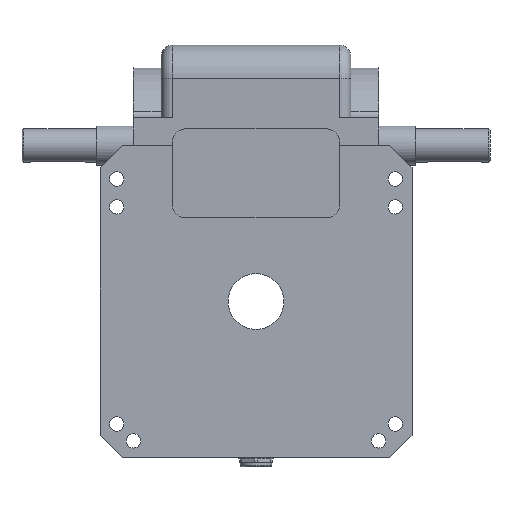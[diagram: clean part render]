
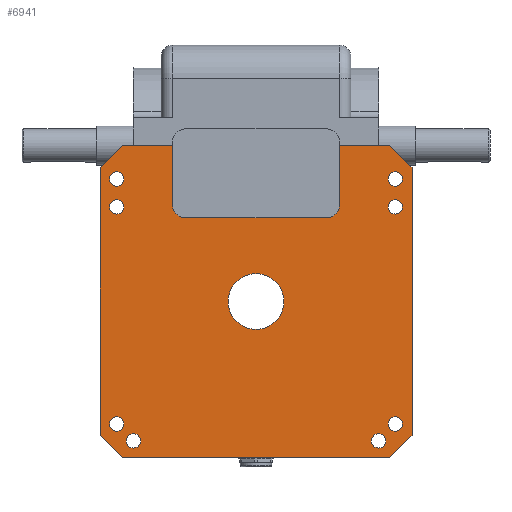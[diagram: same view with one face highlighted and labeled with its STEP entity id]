
A CAD part, front view. The second image highlights one B-rep face of the part: STEP entity #6941.
In plain terms, the highlighted planar face has unit normal (0, -1, 0).
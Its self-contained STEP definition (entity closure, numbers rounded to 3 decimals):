
#257=LINE('',#10447,#826);
#261=LINE('',#10455,#830);
#344=LINE('',#11351,#913);
#357=LINE('',#11385,#926);
#362=LINE('',#11401,#931);
#392=LINE('',#11484,#961);
#397=LINE('',#11493,#966);
#406=LINE('',#11512,#975);
#407=LINE('',#11515,#976);
#408=LINE('',#11516,#977);
#409=LINE('',#11517,#978);
#410=LINE('',#11518,#979);
#826=VECTOR('',#8573,1000.);
#830=VECTOR('',#8579,1000.);
#913=VECTOR('',#8706,1000.);
#926=VECTOR('',#8729,1000.);
#931=VECTOR('',#8752,1000.);
#961=VECTOR('',#8818,1000.);
#966=VECTOR('',#8825,1000.);
#975=VECTOR('',#8840,1000.);
#976=VECTOR('',#8843,1000.);
#977=VECTOR('',#8844,1000.);
#978=VECTOR('',#8845,1000.);
#979=VECTOR('',#8846,1000.);
#1509=PLANE('',#7628);
#2320=ORIENTED_EDGE('',*,*,#3814,.F.);
#2321=ORIENTED_EDGE('',*,*,#4040,.T.);
#2322=ORIENTED_EDGE('',*,*,#4041,.T.);
#2323=ORIENTED_EDGE('',*,*,#4042,.T.);
#2324=ORIENTED_EDGE('',*,*,#3818,.F.);
#2325=ORIENTED_EDGE('',*,*,#3984,.F.);
#2326=ORIENTED_EDGE('',*,*,#4043,.T.);
#2327=ORIENTED_EDGE('',*,*,#3962,.F.);
#2328=ORIENTED_EDGE('',*,*,#4044,.T.);
#2329=ORIENTED_EDGE('',*,*,#4031,.F.);
#2330=ORIENTED_EDGE('',*,*,#4045,.T.);
#2331=ORIENTED_EDGE('',*,*,#4026,.F.);
#2332=ORIENTED_EDGE('',*,*,#4046,.T.);
#2333=ORIENTED_EDGE('',*,*,#3979,.F.);
#2334=ORIENTED_EDGE('',*,*,#3692,.F.);
#2335=ORIENTED_EDGE('',*,*,#3694,.F.);
#2336=ORIENTED_EDGE('',*,*,#3696,.F.);
#2337=ORIENTED_EDGE('',*,*,#3698,.F.);
#2338=ORIENTED_EDGE('',*,*,#3700,.F.);
#2339=ORIENTED_EDGE('',*,*,#3702,.F.);
#2340=ORIENTED_EDGE('',*,*,#3704,.F.);
#2341=ORIENTED_EDGE('',*,*,#3706,.F.);
#2342=ORIENTED_EDGE('',*,*,#3733,.T.);
#3692=EDGE_CURVE('',#4625,#4625,#5287,.T.);
#3694=EDGE_CURVE('',#4627,#4627,#5289,.T.);
#3696=EDGE_CURVE('',#4629,#4629,#5291,.T.);
#3698=EDGE_CURVE('',#4631,#4631,#5293,.T.);
#3700=EDGE_CURVE('',#4633,#4633,#5295,.T.);
#3702=EDGE_CURVE('',#4635,#4635,#5297,.T.);
#3704=EDGE_CURVE('',#4637,#4637,#5299,.T.);
#3706=EDGE_CURVE('',#4639,#4639,#5301,.T.);
#3733=EDGE_CURVE('',#4666,#4666,#5328,.T.);
#3814=EDGE_CURVE('',#4745,#4746,#257,.T.);
#3818=EDGE_CURVE('',#4749,#4750,#261,.T.);
#3962=EDGE_CURVE('',#4889,#4890,#344,.T.);
#3979=EDGE_CURVE('',#4746,#4905,#357,.T.);
#3984=EDGE_CURVE('',#4907,#4749,#362,.T.);
#4026=EDGE_CURVE('',#4941,#4942,#392,.T.);
#4031=EDGE_CURVE('',#4945,#4946,#397,.T.);
#4040=EDGE_CURVE('',#4745,#4951,#5423,.T.);
#4041=EDGE_CURVE('',#4951,#4952,#406,.T.);
#4042=EDGE_CURVE('',#4952,#4750,#5424,.T.);
#4043=EDGE_CURVE('',#4907,#4890,#407,.T.);
#4044=EDGE_CURVE('',#4889,#4946,#408,.T.);
#4045=EDGE_CURVE('',#4945,#4942,#409,.T.);
#4046=EDGE_CURVE('',#4941,#4905,#410,.T.);
#4625=VERTEX_POINT('',#10057);
#4627=VERTEX_POINT('',#10062);
#4629=VERTEX_POINT('',#10067);
#4631=VERTEX_POINT('',#10072);
#4633=VERTEX_POINT('',#10077);
#4635=VERTEX_POINT('',#10082);
#4637=VERTEX_POINT('',#10087);
#4639=VERTEX_POINT('',#10092);
#4666=VERTEX_POINT('',#10160);
#4745=VERTEX_POINT('',#10446);
#4746=VERTEX_POINT('',#10448);
#4749=VERTEX_POINT('',#10456);
#4750=VERTEX_POINT('',#10457);
#4889=VERTEX_POINT('',#11352);
#4890=VERTEX_POINT('',#11353);
#4905=VERTEX_POINT('',#11386);
#4907=VERTEX_POINT('',#11402);
#4941=VERTEX_POINT('',#11483);
#4942=VERTEX_POINT('',#11485);
#4945=VERTEX_POINT('',#11494);
#4946=VERTEX_POINT('',#11495);
#4951=VERTEX_POINT('',#11511);
#4952=VERTEX_POINT('',#11513);
#5287=CIRCLE('',#7411,6.5);
#5289=CIRCLE('',#7414,6.5);
#5291=CIRCLE('',#7417,6.5);
#5293=CIRCLE('',#7420,6.5);
#5295=CIRCLE('',#7423,6.5);
#5297=CIRCLE('',#7426,6.5);
#5299=CIRCLE('',#7429,6.5);
#5301=CIRCLE('',#7432,6.5);
#5328=CIRCLE('',#7473,25.);
#5423=CIRCLE('',#7629,12.);
#5424=CIRCLE('',#7630,12.);
#5750=EDGE_LOOP('',(#2320,#2321,#2322,#2323,#2324,#2325,#2326,#2327,#2328,
#2329,#2330,#2331,#2332,#2333));
#5751=EDGE_LOOP('',(#2334));
#5752=EDGE_LOOP('',(#2335));
#5753=EDGE_LOOP('',(#2336));
#5754=EDGE_LOOP('',(#2337));
#5755=EDGE_LOOP('',(#2338));
#5756=EDGE_LOOP('',(#2339));
#5757=EDGE_LOOP('',(#2340));
#5758=EDGE_LOOP('',(#2341));
#5759=EDGE_LOOP('',(#2342));
#6427=FACE_BOUND('',#5750,.T.);
#6428=FACE_BOUND('',#5751,.T.);
#6429=FACE_BOUND('',#5752,.T.);
#6430=FACE_BOUND('',#5753,.T.);
#6431=FACE_BOUND('',#5754,.T.);
#6432=FACE_BOUND('',#5755,.T.);
#6433=FACE_BOUND('',#5756,.T.);
#6434=FACE_BOUND('',#5757,.T.);
#6435=FACE_BOUND('',#5758,.T.);
#6436=FACE_BOUND('',#5759,.T.);
#6941=ADVANCED_FACE('',(#6427,#6428,#6429,#6430,#6431,#6432,#6433,#6434,
#6435,#6436),#1509,.F.);
#7411=AXIS2_PLACEMENT_3D('',#10056,#8239,#8240);
#7414=AXIS2_PLACEMENT_3D('',#10061,#8245,#8246);
#7417=AXIS2_PLACEMENT_3D('',#10066,#8251,#8252);
#7420=AXIS2_PLACEMENT_3D('',#10071,#8257,#8258);
#7423=AXIS2_PLACEMENT_3D('',#10076,#8263,#8264);
#7426=AXIS2_PLACEMENT_3D('',#10081,#8269,#8270);
#7429=AXIS2_PLACEMENT_3D('',#10086,#8275,#8276);
#7432=AXIS2_PLACEMENT_3D('',#10091,#8281,#8282);
#7473=AXIS2_PLACEMENT_3D('',#10159,#8363,#8364);
#7628=AXIS2_PLACEMENT_3D('',#11509,#8836,#8837);
#7629=AXIS2_PLACEMENT_3D('',#11510,#8838,#8839);
#7630=AXIS2_PLACEMENT_3D('',#11514,#8841,#8842);
#8239=DIRECTION('',(0.,-1.,0.));
#8240=DIRECTION('',(0.,0.,-1.));
#8245=DIRECTION('',(0.,-1.,0.));
#8246=DIRECTION('',(0.,0.,-1.));
#8251=DIRECTION('',(0.,-1.,0.));
#8252=DIRECTION('',(0.,0.,-1.));
#8257=DIRECTION('',(0.,-1.,0.));
#8258=DIRECTION('',(0.,0.,-1.));
#8263=DIRECTION('',(0.,-1.,0.));
#8264=DIRECTION('',(0.,0.,-1.));
#8269=DIRECTION('',(0.,-1.,0.));
#8270=DIRECTION('',(0.,0.,-1.));
#8275=DIRECTION('',(0.,-1.,0.));
#8276=DIRECTION('',(0.,0.,-1.));
#8281=DIRECTION('',(0.,-1.,0.));
#8282=DIRECTION('',(0.,0.,-1.));
#8363=DIRECTION('',(0.,1.,0.));
#8364=DIRECTION('',(0.,0.,1.));
#8573=DIRECTION('',(0.,0.,1.));
#8579=DIRECTION('',(0.,0.,-1.));
#8706=DIRECTION('',(0.,0.,1.));
#8729=DIRECTION('',(1.,0.,0.));
#8752=DIRECTION('',(1.,0.,0.));
#8818=DIRECTION('',(0.,0.,-1.));
#8825=DIRECTION('',(-1.,0.,0.));
#8836=DIRECTION('',(0.,1.,0.));
#8837=DIRECTION('',(0.,0.,1.));
#8838=DIRECTION('',(0.,1.,0.));
#8839=DIRECTION('',(0.,0.,1.));
#8840=DIRECTION('',(-1.,0.,0.));
#8841=DIRECTION('',(0.,1.,0.));
#8842=DIRECTION('',(0.,0.,1.));
#8843=DIRECTION('',(-0.707,0.,-0.707));
#8844=DIRECTION('',(0.707,0.,-0.707));
#8845=DIRECTION('',(0.707,0.,0.707));
#8846=DIRECTION('',(-0.707,0.,0.707));
#10056=CARTESIAN_POINT('',(-110.,0.,-125.));
#10057=CARTESIAN_POINT('',(-110.,0.,-131.5));
#10061=CARTESIAN_POINT('',(110.,0.,-125.));
#10062=CARTESIAN_POINT('',(110.,0.,-131.5));
#10066=CARTESIAN_POINT('',(125.,0.,110.));
#10067=CARTESIAN_POINT('',(125.,0.,103.5));
#10071=CARTESIAN_POINT('',(-125.,0.,110.));
#10072=CARTESIAN_POINT('',(-125.,0.,103.5));
#10076=CARTESIAN_POINT('',(125.,0.,-110.));
#10077=CARTESIAN_POINT('',(125.,0.,-116.5));
#10081=CARTESIAN_POINT('',(-125.,0.,-110.));
#10082=CARTESIAN_POINT('',(-125.,0.,-116.5));
#10086=CARTESIAN_POINT('',(-125.,0.,85.));
#10087=CARTESIAN_POINT('',(-125.,0.,78.5));
#10091=CARTESIAN_POINT('',(125.,0.,85.));
#10092=CARTESIAN_POINT('',(125.,0.,78.5));
#10159=CARTESIAN_POINT('',(0.,0.,0.));
#10160=CARTESIAN_POINT('',(0.,0.,25.));
#10446=CARTESIAN_POINT('',(75.,0.,87.));
#10447=CARTESIAN_POINT('',(75.,0.,40.));
#10448=CARTESIAN_POINT('',(75.,0.,140.));
#10455=CARTESIAN_POINT('',(-75.,0.,40.));
#10456=CARTESIAN_POINT('',(-75.,0.,140.));
#10457=CARTESIAN_POINT('',(-75.,0.,87.));
#11351=CARTESIAN_POINT('',(-140.,0.,-140.));
#11352=CARTESIAN_POINT('',(-140.,0.,-120.));
#11353=CARTESIAN_POINT('',(-140.,0.,120.));
#11385=CARTESIAN_POINT('',(-140.,0.,140.));
#11386=CARTESIAN_POINT('',(120.,0.,140.));
#11401=CARTESIAN_POINT('',(-140.,0.,140.));
#11402=CARTESIAN_POINT('',(-120.,0.,140.));
#11483=CARTESIAN_POINT('',(140.,0.,120.));
#11484=CARTESIAN_POINT('',(140.,0.,-140.));
#11485=CARTESIAN_POINT('',(140.,0.,-120.));
#11493=CARTESIAN_POINT('',(-140.,0.,-140.));
#11494=CARTESIAN_POINT('',(120.,0.,-140.));
#11495=CARTESIAN_POINT('',(-120.,0.,-140.));
#11509=CARTESIAN_POINT('',(-140.,0.,140.));
#11510=CARTESIAN_POINT('',(63.,0.,87.));
#11511=CARTESIAN_POINT('',(63.,0.,75.));
#11512=CARTESIAN_POINT('',(-75.,0.,75.));
#11513=CARTESIAN_POINT('',(-63.,0.,75.));
#11514=CARTESIAN_POINT('',(-63.,0.,87.));
#11515=CARTESIAN_POINT('',(-120.,0.,140.));
#11516=CARTESIAN_POINT('',(-140.,0.,-120.));
#11517=CARTESIAN_POINT('',(120.,0.,-140.));
#11518=CARTESIAN_POINT('',(140.,0.,120.));
